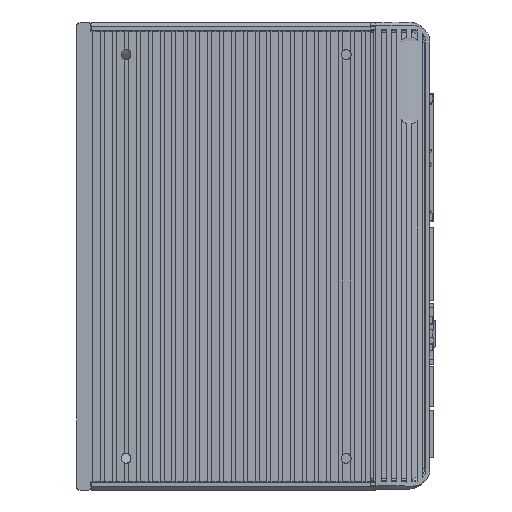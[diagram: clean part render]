
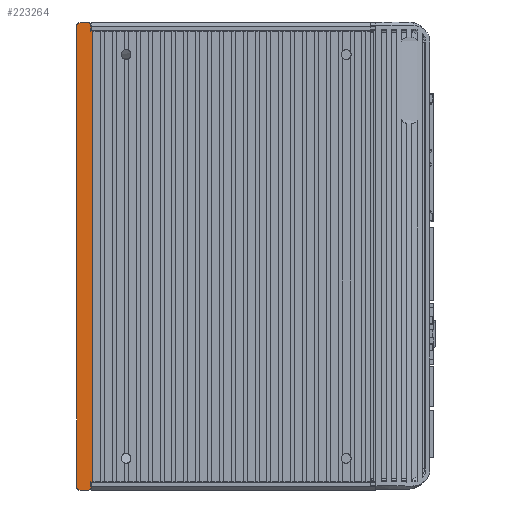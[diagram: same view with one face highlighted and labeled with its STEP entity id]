
A CAD part, left-side view. The second image highlights one B-rep face of the part: STEP entity #223264.
In plain terms, the highlighted planar face has unit normal (-1, 0, 0).
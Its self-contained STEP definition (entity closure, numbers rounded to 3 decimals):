
#218731=CARTESIAN_POINT('',(-21.003,89.5,118.));
#218732=VERTEX_POINT('',#218731);
#218748=CARTESIAN_POINT('',(-21.003,90.,117.5));
#218749=VERTEX_POINT('',#218748);
#218756=CARTESIAN_POINT('',(-21.003,89.5,117.5));
#218757=DIRECTION('',(-1.,0.,0.));
#218758=DIRECTION('',(0.,-0.,1.));
#218759=AXIS2_PLACEMENT_3D('',#218756,#218757,#218758);
#218760=CIRCLE('',#218759,0.5);
#218761=EDGE_CURVE('',#218732,#218749,#218760,.T.);
#218935=CARTESIAN_POINT('',(-21.003,87.,0.));
#218936=VERTEX_POINT('',#218935);
#218943=CARTESIAN_POINT('',(-21.003,89.5,-0.));
#218944=VERTEX_POINT('',#218943);
#218945=CARTESIAN_POINT('',(-21.003,87.,0.));
#218946=DIRECTION('',(0.,1.,0.));
#218947=VECTOR('',#218946,2.5);
#218948=LINE('',#218945,#218947);
#218949=EDGE_CURVE('',#218936,#218944,#218948,.T.);
#218965=CARTESIAN_POINT('',(-21.003,90.,0.5));
#218966=VERTEX_POINT('',#218965);
#218982=CARTESIAN_POINT('',(-21.003,89.5,0.5));
#218983=DIRECTION('',(-1.,0.,0.));
#218984=DIRECTION('',(0.,1.,0.));
#218985=AXIS2_PLACEMENT_3D('',#218982,#218983,#218984);
#218986=CIRCLE('',#218985,0.5);
#218987=EDGE_CURVE('',#218966,#218944,#218986,.T.);
#222189=CARTESIAN_POINT('',(-21.003,86.,2.1));
#222190=VERTEX_POINT('',#222189);
#222198=CARTESIAN_POINT('',(-21.003,86.,115.9));
#222199=VERTEX_POINT('',#222198);
#222206=CARTESIAN_POINT('',(-21.003,86.,115.9));
#222207=DIRECTION('',(0.,0.,-1.));
#222208=VECTOR('',#222207,113.8);
#222209=LINE('',#222206,#222208);
#222210=EDGE_CURVE('',#222199,#222190,#222209,.T.);
#222623=CARTESIAN_POINT('',(-21.003,86.5,2.1));
#222624=VERTEX_POINT('',#222623);
#222625=CARTESIAN_POINT('',(-21.003,86.5,2.1));
#222626=DIRECTION('',(0.,-1.,0.));
#222627=VECTOR('',#222626,0.5);
#222628=LINE('',#222625,#222627);
#222629=EDGE_CURVE('',#222624,#222190,#222628,.T.);
#222944=CARTESIAN_POINT('',(-21.003,86.5,115.9));
#222945=VERTEX_POINT('',#222944);
#222946=CARTESIAN_POINT('',(-21.003,86.5,115.9));
#222947=DIRECTION('',(0.,-1.,0.));
#222948=VECTOR('',#222947,0.5);
#222949=LINE('',#222946,#222948);
#222950=EDGE_CURVE('',#222945,#222199,#222949,.T.);
#223207=CARTESIAN_POINT('',(-21.003,0.,118.));
#223208=DIRECTION('',(-1.,0.,0.));
#223209=DIRECTION('',(0.,0.,1.));
#223210=AXIS2_PLACEMENT_3D('',#223207,#223208,#223209);
#223211=PLANE('',#223210);
#223212=ORIENTED_EDGE('',*,*,#218949,.F.);
#223213=CARTESIAN_POINT('',(-21.003,86.5,0.5));
#223214=VERTEX_POINT('',#223213);
#223215=CARTESIAN_POINT('',(-21.003,87.,0.5));
#223216=DIRECTION('',(-1.,0.,0.));
#223217=DIRECTION('',(0.,0.,-1.));
#223218=AXIS2_PLACEMENT_3D('',#223215,#223216,#223217);
#223219=CIRCLE('',#223218,0.5);
#223220=EDGE_CURVE('',#218936,#223214,#223219,.T.);
#223221=ORIENTED_EDGE('',*,*,#223220,.T.);
#223222=CARTESIAN_POINT('',(-21.003,86.5,2.1));
#223223=DIRECTION('',(0.,0.,-1.));
#223224=VECTOR('',#223223,1.6);
#223225=LINE('',#223222,#223224);
#223226=EDGE_CURVE('',#222624,#223214,#223225,.T.);
#223227=ORIENTED_EDGE('',*,*,#223226,.F.);
#223228=ORIENTED_EDGE('',*,*,#222629,.T.);
#223229=ORIENTED_EDGE('',*,*,#222210,.F.);
#223230=ORIENTED_EDGE('',*,*,#222950,.F.);
#223231=CARTESIAN_POINT('',(-21.003,86.5,117.5));
#223232=VERTEX_POINT('',#223231);
#223233=CARTESIAN_POINT('',(-21.003,86.5,115.9));
#223234=DIRECTION('',(0.,0.,1.));
#223235=VECTOR('',#223234,1.6);
#223236=LINE('',#223233,#223235);
#223237=EDGE_CURVE('',#222945,#223232,#223236,.T.);
#223238=ORIENTED_EDGE('',*,*,#223237,.T.);
#223239=CARTESIAN_POINT('',(-21.003,87.,118.));
#223240=VERTEX_POINT('',#223239);
#223241=CARTESIAN_POINT('',(-21.003,87.,117.5));
#223242=DIRECTION('',(-1.,0.,0.));
#223243=DIRECTION('',(0.,-1.,0.));
#223244=AXIS2_PLACEMENT_3D('',#223241,#223242,#223243);
#223245=CIRCLE('',#223244,0.5);
#223246=EDGE_CURVE('',#223232,#223240,#223245,.T.);
#223247=ORIENTED_EDGE('',*,*,#223246,.T.);
#223248=CARTESIAN_POINT('',(-21.003,89.5,118.));
#223249=DIRECTION('',(0.,-1.,0.));
#223250=VECTOR('',#223249,2.5);
#223251=LINE('',#223248,#223250);
#223252=EDGE_CURVE('',#218732,#223240,#223251,.T.);
#223253=ORIENTED_EDGE('',*,*,#223252,.F.);
#223254=ORIENTED_EDGE('',*,*,#218761,.T.);
#223255=CARTESIAN_POINT('',(-21.003,90.,117.5));
#223256=DIRECTION('',(0.,0.,-1.));
#223257=VECTOR('',#223256,117.);
#223258=LINE('',#223255,#223257);
#223259=EDGE_CURVE('',#218749,#218966,#223258,.T.);
#223260=ORIENTED_EDGE('',*,*,#223259,.T.);
#223261=ORIENTED_EDGE('',*,*,#218987,.T.);
#223262=EDGE_LOOP('',(#223212,#223221,#223227,#223228,#223229,#223230,#223238,#223247,#223253,#223254,#223260,#223261));
#223263=FACE_BOUND('',#223262,.T.);
#223264=ADVANCED_FACE('NONE',(#223263),#223211,.T.);
